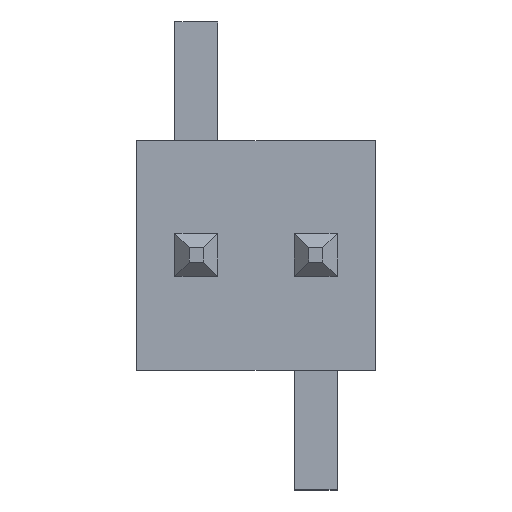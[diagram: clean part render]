
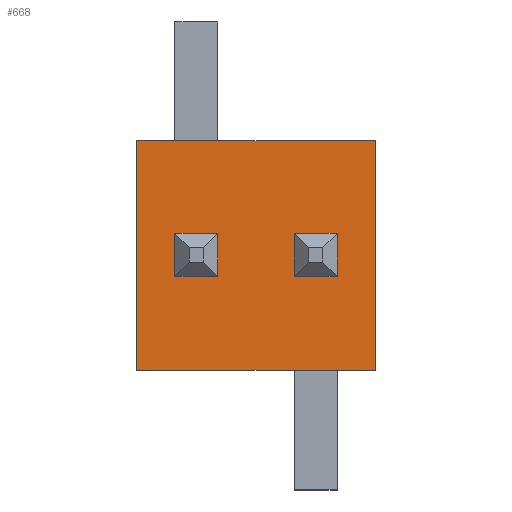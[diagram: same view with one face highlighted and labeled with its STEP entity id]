
A CAD part, top view. The second image highlights one B-rep face of the part: STEP entity #668.
In plain terms, the highlighted face is planar.
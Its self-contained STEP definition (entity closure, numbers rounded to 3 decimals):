
#88 = VERTEX_POINT('',#89);
#89 = CARTESIAN_POINT('',(1.27,1.27,-1.219));
#106 = VERTEX_POINT('',#107);
#107 = CARTESIAN_POINT('',(-1.27,1.27,-1.219));
#113 = EDGE_CURVE('',#88,#106,#114,.T.);
#114 = LINE('',#115,#116);
#115 = CARTESIAN_POINT('',(1.27,1.27,-1.219));
#116 = VECTOR('',#117,1.);
#117 = DIRECTION('',(-1.,0.,0.));
#255 = VERTEX_POINT('',#256);
#256 = CARTESIAN_POINT('',(-1.27,1.27,1.219));
#262 = EDGE_CURVE('',#106,#255,#263,.T.);
#263 = LINE('',#264,#265);
#264 = CARTESIAN_POINT('',(-1.27,1.27,-1.219));
#265 = VECTOR('',#266,1.);
#266 = DIRECTION('',(0.,0.,1.));
#286 = VERTEX_POINT('',#287);
#287 = CARTESIAN_POINT('',(1.27,1.27,1.219));
#293 = EDGE_CURVE('',#255,#286,#294,.T.);
#294 = LINE('',#295,#296);
#295 = CARTESIAN_POINT('',(-1.27,1.27,1.219));
#296 = VECTOR('',#297,1.);
#297 = DIRECTION('',(1.,0.,0.));
#324 = EDGE_CURVE('',#286,#88,#325,.T.);
#325 = LINE('',#326,#327);
#326 = CARTESIAN_POINT('',(1.27,1.27,1.219));
#327 = VECTOR('',#328,1.);
#328 = DIRECTION('',(0.,0.,-1.));
#418 = VERTEX_POINT('',#419);
#419 = CARTESIAN_POINT('',(0.406,1.27,-0.229));
#425 = EDGE_CURVE('',#418,#426,#428,.T.);
#426 = VERTEX_POINT('',#427);
#427 = CARTESIAN_POINT('',(0.406,1.27,0.178));
#428 = LINE('',#429,#430);
#429 = CARTESIAN_POINT('',(0.406,1.27,-0.229));
#430 = VECTOR('',#431,1.);
#431 = DIRECTION('',(0.,0.,1.));
#456 = VERTEX_POINT('',#457);
#457 = CARTESIAN_POINT('',(0.813,1.27,-0.229));
#463 = EDGE_CURVE('',#456,#418,#464,.T.);
#464 = LINE('',#465,#466);
#465 = CARTESIAN_POINT('',(0.813,1.27,-0.229));
#466 = VECTOR('',#467,1.);
#467 = DIRECTION('',(-1.,0.,0.));
#487 = VERTEX_POINT('',#488);
#488 = CARTESIAN_POINT('',(0.813,1.27,0.178));
#494 = EDGE_CURVE('',#487,#456,#495,.T.);
#495 = LINE('',#496,#497);
#496 = CARTESIAN_POINT('',(0.813,1.27,0.178));
#497 = VECTOR('',#498,1.);
#498 = DIRECTION('',(0.,0.,-1.));
#520 = VERTEX_POINT('',#521);
#521 = CARTESIAN_POINT('',(-0.864,1.27,-0.229));
#527 = EDGE_CURVE('',#520,#528,#530,.T.);
#528 = VERTEX_POINT('',#529);
#529 = CARTESIAN_POINT('',(-0.864,1.27,0.178));
#530 = LINE('',#531,#532);
#531 = CARTESIAN_POINT('',(-0.864,1.27,-0.229));
#532 = VECTOR('',#533,1.);
#533 = DIRECTION('',(0.,0.,1.));
#558 = VERTEX_POINT('',#559);
#559 = CARTESIAN_POINT('',(-0.457,1.27,-0.229));
#565 = EDGE_CURVE('',#558,#520,#566,.T.);
#566 = LINE('',#567,#568);
#567 = CARTESIAN_POINT('',(-0.457,1.27,-0.229));
#568 = VECTOR('',#569,1.);
#569 = DIRECTION('',(-1.,0.,0.));
#589 = VERTEX_POINT('',#590);
#590 = CARTESIAN_POINT('',(-0.457,1.27,0.178));
#596 = EDGE_CURVE('',#589,#558,#597,.T.);
#597 = LINE('',#598,#599);
#598 = CARTESIAN_POINT('',(-0.457,1.27,0.178));
#599 = VECTOR('',#600,1.);
#600 = DIRECTION('',(0.,0.,-1.));
#618 = EDGE_CURVE('',#426,#487,#619,.T.);
#619 = LINE('',#620,#621);
#620 = CARTESIAN_POINT('',(0.406,1.27,0.178));
#621 = VECTOR('',#622,1.);
#622 = DIRECTION('',(1.,0.,0.));
#640 = EDGE_CURVE('',#528,#589,#641,.T.);
#641 = LINE('',#642,#643);
#642 = CARTESIAN_POINT('',(-0.864,1.27,0.178));
#643 = VECTOR('',#644,1.);
#644 = DIRECTION('',(1.,0.,0.));
#668 = ADVANCED_FACE('',(#669,#675,#681),#687,.T.);
#669 = FACE_BOUND('',#670,.T.);
#670 = EDGE_LOOP('',(#671,#672,#673,#674));
#671 = ORIENTED_EDGE('',*,*,#527,.F.);
#672 = ORIENTED_EDGE('',*,*,#565,.F.);
#673 = ORIENTED_EDGE('',*,*,#596,.F.);
#674 = ORIENTED_EDGE('',*,*,#640,.F.);
#675 = FACE_BOUND('',#676,.T.);
#676 = EDGE_LOOP('',(#677,#678,#679,#680));
#677 = ORIENTED_EDGE('',*,*,#425,.F.);
#678 = ORIENTED_EDGE('',*,*,#463,.F.);
#679 = ORIENTED_EDGE('',*,*,#494,.F.);
#680 = ORIENTED_EDGE('',*,*,#618,.F.);
#681 = FACE_BOUND('',#682,.T.);
#682 = EDGE_LOOP('',(#683,#684,#685,#686));
#683 = ORIENTED_EDGE('',*,*,#262,.T.);
#684 = ORIENTED_EDGE('',*,*,#293,.T.);
#685 = ORIENTED_EDGE('',*,*,#324,.T.);
#686 = ORIENTED_EDGE('',*,*,#113,.T.);
#687 = PLANE('',#688);
#688 = AXIS2_PLACEMENT_3D('',#689,#690,#691);
#689 = CARTESIAN_POINT('',(0.,1.27,0.));
#690 = DIRECTION('',(0.,1.,0.));
#691 = DIRECTION('',(0.,-0.,1.));
